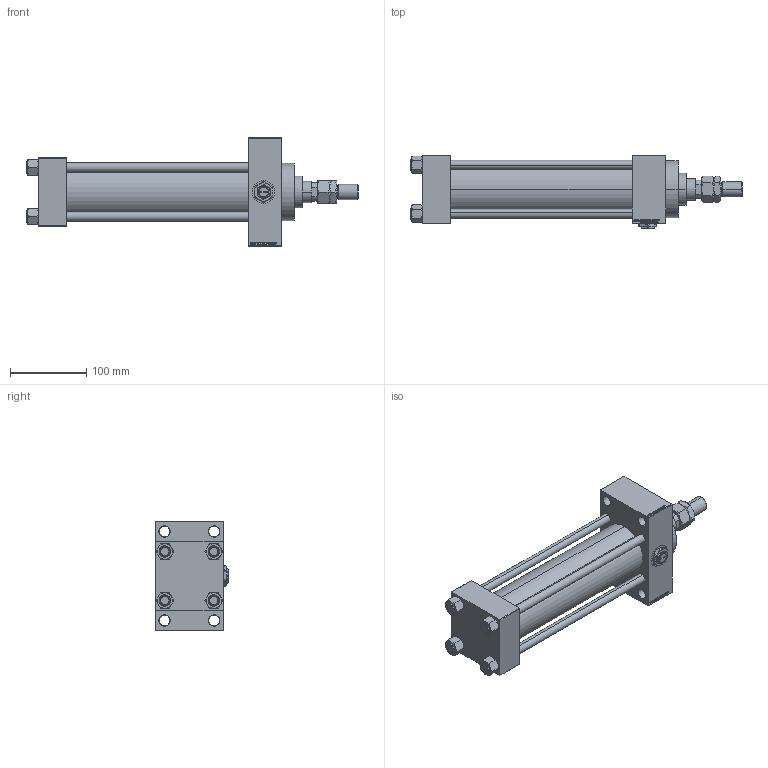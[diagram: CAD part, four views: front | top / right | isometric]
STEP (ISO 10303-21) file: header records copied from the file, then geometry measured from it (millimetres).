
FILE_DESCRIPTION (( 'STEP AP203' ), '1' );
FILE_NAME ('692e.STEP', '2025-09-30T08:40:43', ( '' ), ( '' ), 'SwSTEP 2.0', 'SolidWorks 2019', '' );
FILE_SCHEMA (( 'CONFIG_CONTROL_DESIGN' ));
Length unit declared in the file: millimetre
Products named in the file (8): V215CR_D_Body 80bbb13717889a894809512adff541fe; MTA 80bbb13717889a894809512adff541fe; Zatka_pro_OIL_PORT 80bbb13717889a894809512adff541fe; V215_VC_A 80bbb13717889a894809512adff541fe; V215CR_D_TYCINKA 80bbb13717889a894809512adff541fe; NUT_M5_D 80bbb13717889a894809512adff541fe; V215CR_VCP_D 80bbb13717889a894809512adff541fe; 692e
Assembly tree (13 placements, depth 2):
  692e
    V215CR_D_Body 80bbb13717889a894809512adff541fe
    V215CR_VCP_D 80bbb13717889a894809512adff541fe
    NUT_M5_D 80bbb13717889a894809512adff541fe  x4
    V215CR_D_TYCINKA 80bbb13717889a894809512adff541fe  x4
    V215_VC_A 80bbb13717889a894809512adff541fe
    MTA 80bbb13717889a894809512adff541fe
    Zatka_pro_OIL_PORT 80bbb13717889a894809512adff541fe
Bounding box: 436 x 97 x 142 mm (x, y, z)
Volume: 1434136.8 mm3; surface area: 323942.1 mm2
Topology: 13 solids, 13 shells, 1201 faces, 2966 edges, 1905 vertices
Faces by surface type: plane 536, bspline 368, cone 190, cylinder 97, torus 10
Entity records: 50560 total; most frequent: CARTESIAN_POINT 26201, ORIENTED_EDGE 5424, DIRECTION 3580, EDGE_CURVE 2712, VERTEX_POINT 1761, LINE 1564, VECTOR 1564, EDGE_LOOP 1217
